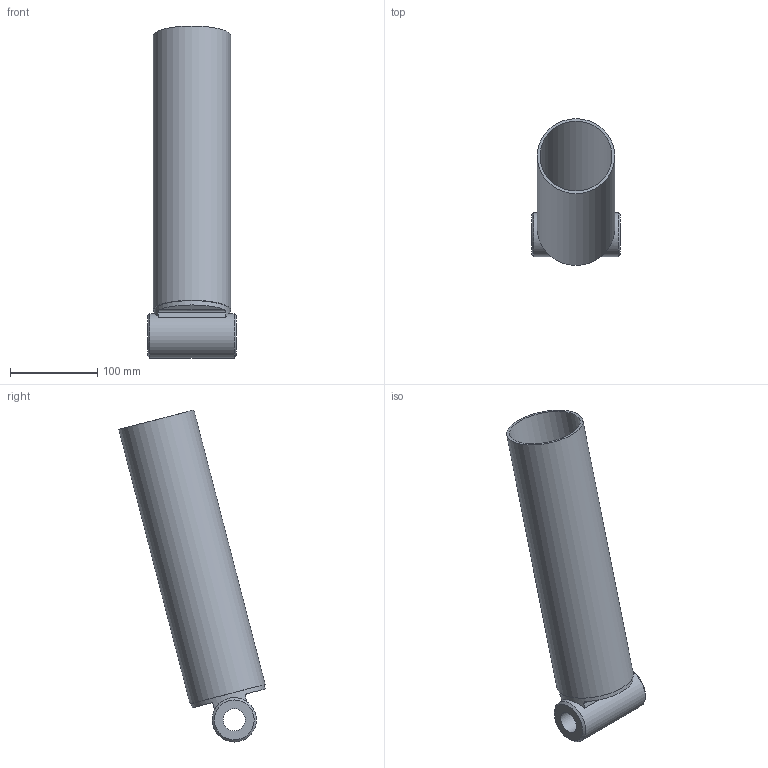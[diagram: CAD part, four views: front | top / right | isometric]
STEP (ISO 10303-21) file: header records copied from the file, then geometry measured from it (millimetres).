
FILE_DESCRIPTION( ( '' ), ' ' );
FILE_NAME( '5db2ab7354ac4315ad318653.step', '2019-10-25T07:59:47', ( '' ), ( '' ), ' ', ' ', ' ' );
FILE_SCHEMA( ( 'AUTOMOTIVE_DESIGN { 1 0 10303 214 1 1 1 1 }' ) );
Length unit declared in the file: metre
Products named in the file (1): Part 23
Bounding box: 101.6 x 167.78 x 380.76 mm (x, y, z)
Volume: 486510.6 mm3; surface area: 209641.1 mm2
Topology: 1 solids, 1 shells, 17 faces, 39 edges, 26 vertices
Faces by surface type: plane 9, cylinder 6, cone 2
Full cylindrical faces by diameter (mm): 25.4 x1, 50.8 x1, 82.55 x1, 86.36 x1, 88.9 x1
Entity records: 653 total; most frequent: CARTESIAN_POINT 169, DIRECTION 71, ORIENTED_EDGE 52, AXIS2_PLACEMENT_3D 31, EDGE_LOOP 29, EDGE_CURVE 26, FACE_OUTER_BOUND 22, VERTEX_POINT 21
